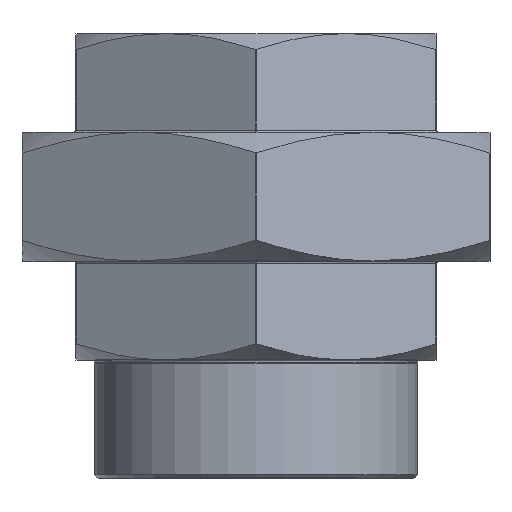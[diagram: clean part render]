
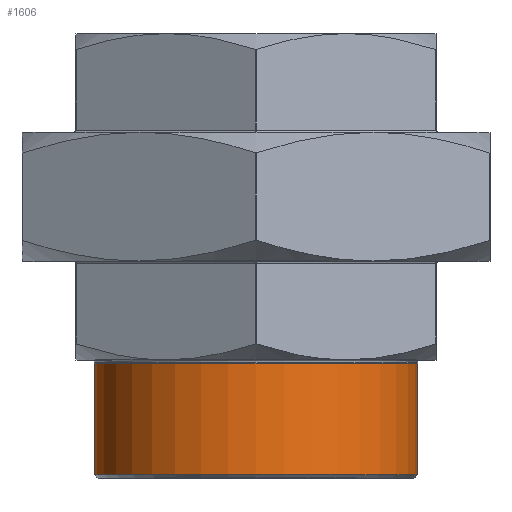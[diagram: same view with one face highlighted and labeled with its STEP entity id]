
A CAD part, top view. The second image highlights one B-rep face of the part: STEP entity #1606.
In plain terms, the highlighted cylindrical face has radius 37.592 mm (diameter 75.184 mm), a full revolution.
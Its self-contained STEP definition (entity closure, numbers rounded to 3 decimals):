
#318=CYLINDRICAL_SURFACE('',#1831,37.592);
#366=FACE_BOUND('',#595,.T.);
#467=FACE_OUTER_BOUND('',#594,.T.);
#594=EDGE_LOOP('',(#1431));
#595=EDGE_LOOP('',(#1432));
#677=CIRCLE('',#1830,37.592);
#678=CIRCLE('',#1832,37.592);
#825=VERTEX_POINT('',#3175);
#826=VERTEX_POINT('',#3178);
#1043=EDGE_CURVE('',#825,#825,#677,.T.);
#1044=EDGE_CURVE('',#826,#826,#678,.T.);
#1431=ORIENTED_EDGE('',*,*,#1044,.T.);
#1432=ORIENTED_EDGE('',*,*,#1043,.F.);
#1606=ADVANCED_FACE('',(#467,#366),#318,.T.);
#1830=AXIS2_PLACEMENT_3D('',#3176,#2291,#2292);
#1831=AXIS2_PLACEMENT_3D('',#3177,#2293,#2294);
#1832=AXIS2_PLACEMENT_3D('',#3179,#2295,#2296);
#2291=DIRECTION('center_axis',(0.,-1.,0.));
#2292=DIRECTION('ref_axis',(1.,0.,0.));
#2293=DIRECTION('center_axis',(0.,-1.,0.));
#2294=DIRECTION('ref_axis',(1.,0.,0.));
#2295=DIRECTION('center_axis',(0.,-1.,0.));
#2296=DIRECTION('ref_axis',(1.,0.,0.));
#3175=CARTESIAN_POINT('',(-37.592,-64.7,0.));
#3176=CARTESIAN_POINT('Origin',(0.,-64.7,0.));
#3177=CARTESIAN_POINT('Origin',(0.,-38.,0.));
#3178=CARTESIAN_POINT('',(-37.592,-38.8,0.));
#3179=CARTESIAN_POINT('Origin',(0.,-38.8,0.));
